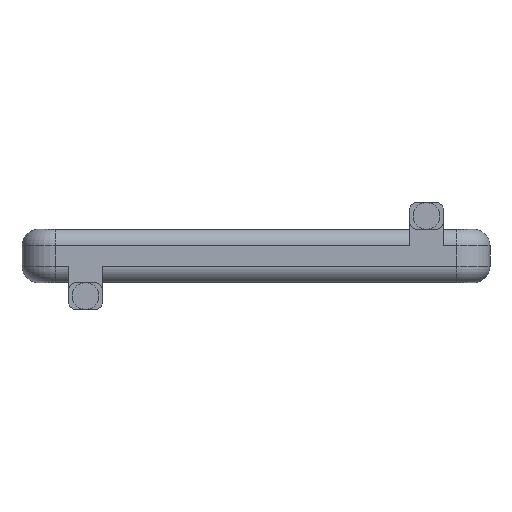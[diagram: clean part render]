
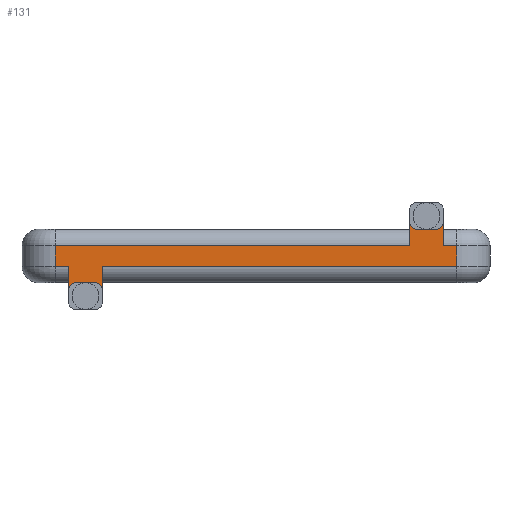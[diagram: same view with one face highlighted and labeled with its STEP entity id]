
A CAD part, front view. The second image highlights one B-rep face of the part: STEP entity #131.
In plain terms, the highlighted planar face has unit normal (0, -1, 0).
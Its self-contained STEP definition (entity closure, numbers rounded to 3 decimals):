
#61 = VERTEX_POINT ( 'NONE', #3137 ) ;
#99 = ORIENTED_EDGE ( 'NONE', *, *, #4444, .T. ) ;
#131 = ADVANCED_FACE ( 'NONE', ( #4276 ), #3871, .F. ) ;
#139 = VECTOR ( 'NONE', #2570, 1000. ) ;
#183 = ORIENTED_EDGE ( 'NONE', *, *, #5731, .F. ) ;
#233 = EDGE_CURVE ( 'NONE', #661, #669, #4815, .T. ) ;
#257 = CARTESIAN_POINT ( 'NONE',  ( -4.8, -9., -0.8 ) ) ;
#284 = CARTESIAN_POINT ( 'NONE',  ( -5.6, -9., 0.8 ) ) ;
#336 = CARTESIAN_POINT ( 'NONE',  ( 5.6, -9., 0.3 ) ) ;
#354 = CARTESIAN_POINT ( 'NONE',  ( 4.8, -9., 0.8 ) ) ;
#359 = CARTESIAN_POINT ( 'NONE',  ( -6., -9., 0.8 ) ) ;
#380 = ORIENTED_EDGE ( 'NONE', *, *, #4925, .T. ) ;
#483 = DIRECTION ( 'NONE',  ( 1., 0., 0. ) ) ;
#590 = EDGE_CURVE ( 'NONE', #2202, #4910, #3043, .T. ) ;
#605 = VECTOR ( 'NONE', #5460, 1000. ) ;
#634 = CARTESIAN_POINT ( 'NONE',  ( 5.6, -9., 0.8 ) ) ;
#639 = DIRECTION ( 'NONE',  ( 1., 0., 0. ) ) ;
#661 = VERTEX_POINT ( 'NONE', #257 ) ;
#669 = VERTEX_POINT ( 'NONE', #2291 ) ;
#684 = CARTESIAN_POINT ( 'NONE',  ( 5.6, -9., 1. ) ) ;
#693 = VERTEX_POINT ( 'NONE', #3327 ) ;
#760 = VECTOR ( 'NONE', #4786, 1000. ) ;
#1010 = VECTOR ( 'NONE', #1101, 1000. ) ;
#1079 = CARTESIAN_POINT ( 'NONE',  ( 4.8, -9., 1. ) ) ;
#1101 = DIRECTION ( 'NONE',  ( 0., 0., 1. ) ) ;
#1113 = DIRECTION ( 'NONE',  ( 1., 0., 0. ) ) ;
#1124 = CARTESIAN_POINT ( 'NONE',  ( -6., -9., 0.8 ) ) ;
#1359 = CARTESIAN_POINT ( 'NONE',  ( -6., -9., -0.8 ) ) ;
#1364 = AXIS2_PLACEMENT_3D ( 'NONE', #5337, #3994, #3079 ) ;
#1387 = LINE ( 'NONE', #3193, #1407 ) ;
#1394 = EDGE_CURVE ( 'NONE', #4315, #4359, #3481, .T. ) ;
#1399 = EDGE_LOOP ( 'NONE', ( #5376, #5415, #5423, #2939, #2583, #2882, #183, #4833, #5484, #380, #2795, #1863, #4506, #2165, #99, #5134 ) ) ;
#1407 = VECTOR ( 'NONE', #483, 1000. ) ;
#1521 = LINE ( 'NONE', #3370, #1522 ) ;
#1522 = VECTOR ( 'NONE', #1113, 1000. ) ;
#1567 = CARTESIAN_POINT ( 'NONE',  ( 4.6, -9., 1. ) ) ;
#1627 = DIRECTION ( 'NONE',  ( 0., 0., 1. ) ) ;
#1651 = EDGE_CURVE ( 'NONE', #5732, #3939, #1865, .T. ) ;
#1715 = CARTESIAN_POINT ( 'NONE',  ( 5.4, -9., 1. ) ) ;
#1751 = CARTESIAN_POINT ( 'NONE',  ( -6., -9., 0.3 ) ) ;
#1767 = LINE ( 'NONE', #5254, #2455 ) ;
#1791 = LINE ( 'NONE', #1359, #139 ) ;
#1847 = AXIS2_PLACEMENT_3D ( 'NONE', #1715, #4717, #1627 ) ;
#1857 = EDGE_CURVE ( 'NONE', #5260, #2202, #3332, .T. ) ;
#1863 = ORIENTED_EDGE ( 'NONE', *, *, #3689, .T. ) ;
#1865 = LINE ( 'NONE', #5791, #5665 ) ;
#1875 = CARTESIAN_POINT ( 'NONE',  ( -5.6, -9., -0.3 ) ) ;
#1971 = EDGE_CURVE ( 'NONE', #669, #61, #4688, .T. ) ;
#2063 = AXIS2_PLACEMENT_3D ( 'NONE', #1079, #4606, #5055 ) ;
#2094 = DIRECTION ( 'NONE',  ( 0., 0., 1. ) ) ;
#2107 = EDGE_CURVE ( 'NONE', #2784, #693, #5455, .T. ) ;
#2165 = ORIENTED_EDGE ( 'NONE', *, *, #1394, .T. ) ;
#2193 = VERTEX_POINT ( 'NONE', #1567 ) ;
#2202 = VERTEX_POINT ( 'NONE', #684 ) ;
#2262 = CARTESIAN_POINT ( 'NONE',  ( 6., -9., -0.3 ) ) ;
#2268 = VECTOR ( 'NONE', #639, 1000. ) ;
#2277 = AXIS2_PLACEMENT_3D ( 'NONE', #359, #5700, #2094 ) ;
#2291 = CARTESIAN_POINT ( 'NONE',  ( -4.6, -9., -1. ) ) ;
#2358 = EDGE_CURVE ( 'NONE', #3831, #2193, #3458, .T. ) ;
#2401 = EDGE_CURVE ( 'NONE', #4247, #4315, #3828, .T. ) ;
#2455 = VECTOR ( 'NONE', #5740, 1000. ) ;
#2458 = DIRECTION ( 'NONE',  ( -1., 0., 0. ) ) ;
#2464 = CARTESIAN_POINT ( 'NONE',  ( -5.6, -9., -0.3 ) ) ;
#2570 = DIRECTION ( 'NONE',  ( 1., 0., 0. ) ) ;
#2579 = CARTESIAN_POINT ( 'NONE',  ( -4.6, -9., 0.8 ) ) ;
#2583 = ORIENTED_EDGE ( 'NONE', *, *, #1857, .T. ) ;
#2784 = VERTEX_POINT ( 'NONE', #5198 ) ;
#2795 = ORIENTED_EDGE ( 'NONE', *, *, #2107, .T. ) ;
#2859 = CARTESIAN_POINT ( 'NONE',  ( -5.6, -9., -1. ) ) ;
#2882 = ORIENTED_EDGE ( 'NONE', *, *, #590, .T. ) ;
#2939 = ORIENTED_EDGE ( 'NONE', *, *, #4738, .T. ) ;
#3011 = LINE ( 'NONE', #3423, #3586 ) ;
#3043 = CIRCLE ( 'NONE', #1847, 0.2 ) ;
#3058 = DIRECTION ( 'NONE',  ( 0., 0., 1. ) ) ;
#3079 = DIRECTION ( 'NONE',  ( 0., 0., 1. ) ) ;
#3137 = CARTESIAN_POINT ( 'NONE',  ( -4.6, -9., -0.3 ) ) ;
#3180 = CARTESIAN_POINT ( 'NONE',  ( 4.6, -9., 0.3 ) ) ;
#3193 = CARTESIAN_POINT ( 'NONE',  ( -6., -9., 0.8 ) ) ;
#3325 = VECTOR ( 'NONE', #5209, 1000. ) ;
#3327 = CARTESIAN_POINT ( 'NONE',  ( -6., -9., -0.3 ) ) ;
#3332 = LINE ( 'NONE', #634, #1010 ) ;
#3361 = LINE ( 'NONE', #2464, #2268 ) ;
#3370 = CARTESIAN_POINT ( 'NONE',  ( 6., -9., -0.3 ) ) ;
#3389 = VERTEX_POINT ( 'NONE', #3180 ) ;
#3423 = CARTESIAN_POINT ( 'NONE',  ( -6., -9., 0.3 ) ) ;
#3458 = CIRCLE ( 'NONE', #2063, 0.2 ) ;
#3481 = CIRCLE ( 'NONE', #4805, 0.2 ) ;
#3499 = CARTESIAN_POINT ( 'NONE',  ( -5.4, -9., -1. ) ) ;
#3538 = EDGE_CURVE ( 'NONE', #61, #3939, #1521, .T. ) ;
#3551 = DIRECTION ( 'NONE',  ( 0., 0., -1. ) ) ;
#3586 = VECTOR ( 'NONE', #2458, 1000. ) ;
#3689 = EDGE_CURVE ( 'NONE', #693, #4247, #3361, .T. ) ;
#3824 = VECTOR ( 'NONE', #5140, 1000. ) ;
#3828 = LINE ( 'NONE', #284, #760 ) ;
#3831 = VERTEX_POINT ( 'NONE', #354 ) ;
#3871 = PLANE ( 'NONE',  #2277 ) ;
#3939 = VERTEX_POINT ( 'NONE', #2262 ) ;
#3994 = DIRECTION ( 'NONE',  ( 0., 1., 0. ) ) ;
#4247 = VERTEX_POINT ( 'NONE', #1875 ) ;
#4276 = FACE_OUTER_BOUND ( 'NONE', #1399, .T. ) ;
#4315 = VERTEX_POINT ( 'NONE', #2859 ) ;
#4359 = VERTEX_POINT ( 'NONE', #5202 ) ;
#4444 = EDGE_CURVE ( 'NONE', #4359, #661, #1791, .T. ) ;
#4478 = EDGE_CURVE ( 'NONE', #2193, #3389, #1767, .T. ) ;
#4506 = ORIENTED_EDGE ( 'NONE', *, *, #2401, .T. ) ;
#4606 = DIRECTION ( 'NONE',  ( 0., 1., 0. ) ) ;
#4688 = LINE ( 'NONE', #2579, #3325 ) ;
#4717 = DIRECTION ( 'NONE',  ( 0., 1., 0. ) ) ;
#4738 = EDGE_CURVE ( 'NONE', #5732, #5260, #5307, .T. ) ;
#4786 = DIRECTION ( 'NONE',  ( 0., 0., -1. ) ) ;
#4805 = AXIS2_PLACEMENT_3D ( 'NONE', #3499, #5312, #3058 ) ;
#4815 = CIRCLE ( 'NONE', #1364, 0.2 ) ;
#4833 = ORIENTED_EDGE ( 'NONE', *, *, #2358, .T. ) ;
#4910 = VERTEX_POINT ( 'NONE', #5029 ) ;
#4925 = EDGE_CURVE ( 'NONE', #3389, #2784, #3011, .T. ) ;
#5012 = CARTESIAN_POINT ( 'NONE',  ( 6., -9., 0.3 ) ) ;
#5029 = CARTESIAN_POINT ( 'NONE',  ( 5.4, -9., 0.8 ) ) ;
#5055 = DIRECTION ( 'NONE',  ( 0., 0., 1. ) ) ;
#5134 = ORIENTED_EDGE ( 'NONE', *, *, #233, .T. ) ;
#5140 = DIRECTION ( 'NONE',  ( 0., 0., -1. ) ) ;
#5198 = CARTESIAN_POINT ( 'NONE',  ( -6., -9., 0.3 ) ) ;
#5202 = CARTESIAN_POINT ( 'NONE',  ( -5.4, -9., -0.8 ) ) ;
#5209 = DIRECTION ( 'NONE',  ( 0., 0., 1. ) ) ;
#5254 = CARTESIAN_POINT ( 'NONE',  ( 4.6, -9., 0.8 ) ) ;
#5260 = VERTEX_POINT ( 'NONE', #336 ) ;
#5307 = LINE ( 'NONE', #1751, #605 ) ;
#5312 = DIRECTION ( 'NONE',  ( 0., 1., 0. ) ) ;
#5337 = CARTESIAN_POINT ( 'NONE',  ( -4.8, -9., -1. ) ) ;
#5376 = ORIENTED_EDGE ( 'NONE', *, *, #1971, .T. ) ;
#5415 = ORIENTED_EDGE ( 'NONE', *, *, #3538, .T. ) ;
#5423 = ORIENTED_EDGE ( 'NONE', *, *, #1651, .F. ) ;
#5455 = LINE ( 'NONE', #1124, #3824 ) ;
#5460 = DIRECTION ( 'NONE',  ( -1., 0., 0. ) ) ;
#5484 = ORIENTED_EDGE ( 'NONE', *, *, #4478, .T. ) ;
#5665 = VECTOR ( 'NONE', #3551, 1000. ) ;
#5700 = DIRECTION ( 'NONE',  ( 0., 1., 0. ) ) ;
#5731 = EDGE_CURVE ( 'NONE', #3831, #4910, #1387, .T. ) ;
#5732 = VERTEX_POINT ( 'NONE', #5012 ) ;
#5740 = DIRECTION ( 'NONE',  ( 0., 0., -1. ) ) ;
#5791 = CARTESIAN_POINT ( 'NONE',  ( 6., -9., 0.8 ) ) ;
